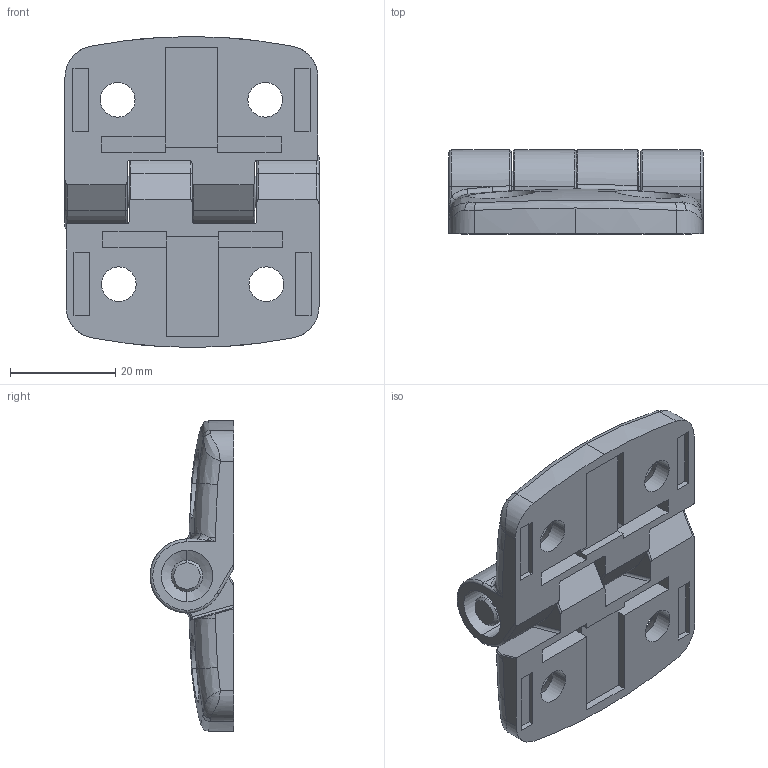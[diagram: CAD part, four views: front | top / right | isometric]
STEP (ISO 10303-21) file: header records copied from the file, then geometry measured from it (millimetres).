
FILE_DESCRIPTION (( 'STEP AP214' ), '1' );
FILE_NAME ('095k3030f00.STEP', '2014-08-13T10:36:03', ( '' ), ( '' ), 'SwSTEP 2.0', 'SolidWorks 2014', '' );
FILE_SCHEMA (( 'AUTOMOTIVE_DESIGN' ));
Length unit declared in the file: millimetre
Products named in the file (3): 095k-02; 095k30f00_095 k 30 f00; 095k3030f00
Assembly tree (3 placements, depth 2):
  095k3030f00
    095k30f00_095 k 30 f00  x2
    095k-02
Bounding box: 48.2 x 15.9 x 59 mm (x, y, z)
Volume: 19621.5 mm3; surface area: 11429 mm2
Topology: 3 solids, 3 shells, 243 faces, 606 edges, 360 vertices
Faces by surface type: plane 75, cylinder 68, bspline 68, cone 16, torus 16
Entity records: 5029 total; most frequent: CARTESIAN_POINT 2206, ORIENTED_EDGE 614, DIRECTION 501, EDGE_CURVE 307, VERTEX_POINT 186, AXIS2_PLACEMENT_3D 185, EDGE_LOOP 137, LINE 131
